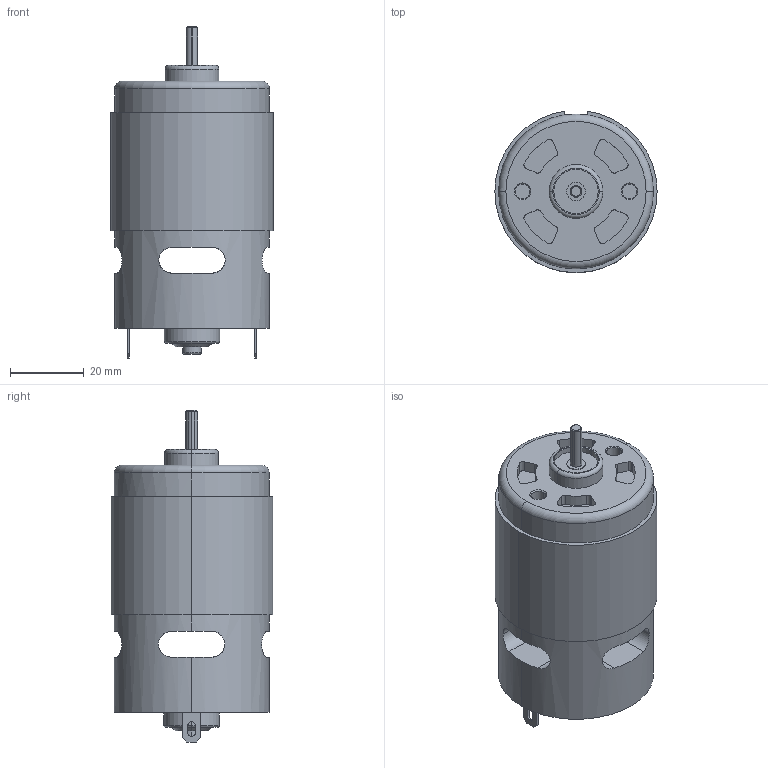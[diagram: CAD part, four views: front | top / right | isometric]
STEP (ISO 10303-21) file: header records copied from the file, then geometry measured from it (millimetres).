
FILE_DESCRIPTION (( 'STEP AP203' ), '1' );
FILE_NAME ('RS-775µç»úÖáÉì11.STEP', '2022-04-08T06:06:12', ( '' ), ( '' ), 'SwSTEP 2.0', 'SolidWorks 2020', '' );
FILE_SCHEMA (( 'CONFIG_CONTROL_DESIGN' ));
Length unit declared in the file: millimetre
Products named in the file (1): RS-775萇儂粣扥11
Bounding box: 44 x 43.79 x 90 mm (x, y, z)
Volume: 87237.8 mm3; surface area: 16803.9 mm2
Topology: 1 solids, 1 shells, 201 faces, 510 edges, 334 vertices
Faces by surface type: cylinder 100, plane 83, torus 10, cone 8
Entity records: 6465 total; most frequent: CARTESIAN_POINT 1342, DIRECTION 1118, ORIENTED_EDGE 1020, EDGE_CURVE 510, AXIS2_PLACEMENT_3D 430, VERTEX_POINT 334, LINE 258, VECTOR 258
